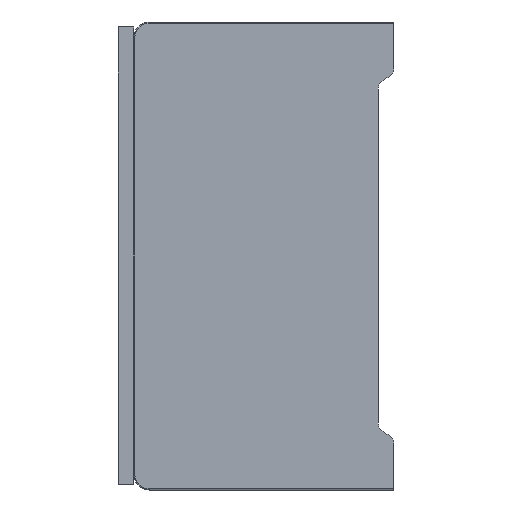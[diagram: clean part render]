
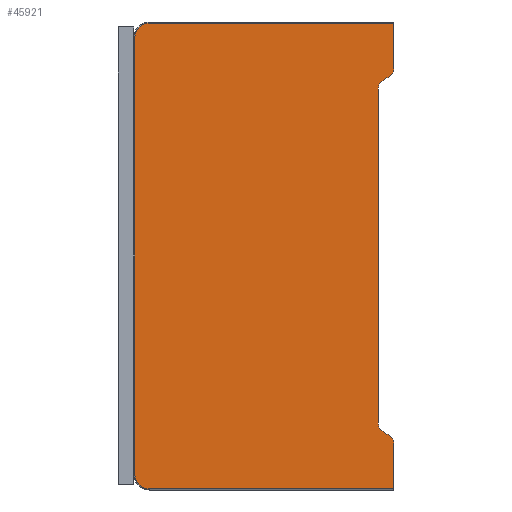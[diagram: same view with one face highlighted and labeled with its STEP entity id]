
A CAD part, left-side view. The second image highlights one B-rep face of the part: STEP entity #45921.
In plain terms, the highlighted planar face has unit normal (-1, 0, 0).
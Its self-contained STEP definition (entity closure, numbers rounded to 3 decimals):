
#9222=DIRECTION('',(0.,1.,0.));
#9223=VECTOR('',#9222,47.);
#9224=CARTESIAN_POINT('',(0.,0.,-0.2));
#9225=LINE('',#9224,#9223);
#9230=DIRECTION('',(0.,0.,1.));
#9231=VECTOR('',#9230,8.8);
#9232=CARTESIAN_POINT('',(0.,0.,-9.));
#9233=LINE('',#9232,#9231);
#9365=DIRECTION('',(0.,0.,-1.));
#9366=VECTOR('',#9365,84.);
#9367=CARTESIAN_POINT('',(0.,49.8,
-3.));
#9368=LINE('',#9367,#9366);
#9369=CARTESIAN_POINT('',(0.,1.732,-9.));
#9370=DIRECTION('',(1.,0.,0.));
#9371=DIRECTION('',(0.,-1.,0.));
#9372=AXIS2_PLACEMENT_3D('',#9369,#9370,#9371);
#9374=DIRECTION('',(0.,0.866,-0.5));
#9375=VECTOR('',#9374,1.309);
#9376=CARTESIAN_POINT('',(0.,0.866,-10.5));
#9377=LINE('',#9376,#9375);
#9378=CARTESIAN_POINT('',(0.,1.,-12.887));
#9379=DIRECTION('',(-1.,0.,0.));
#9380=DIRECTION('',(0.,0.5,0.866));
#9381=AXIS2_PLACEMENT_3D('',#9378,#9379,#9380);
#9383=CARTESIAN_POINT('',(0.,1.,-77.113));
#9384=DIRECTION('',(-1.,0.,0.));
#9385=DIRECTION('',(0.,1.,0.));
#9386=AXIS2_PLACEMENT_3D('',#9383,#9384,#9385);
#9388=DIRECTION('',(0.,-0.866,-0.5));
#9389=VECTOR('',#9388,1.309);
#9390=CARTESIAN_POINT('',(0.,2.,
-78.845));
#9391=LINE('',#9390,#9389);
#9392=CARTESIAN_POINT('',(0.,1.732,-81.));
#9393=DIRECTION('',(1.,0.,0.));
#9394=DIRECTION('',(0.,-0.5,0.866));
#9395=AXIS2_PLACEMENT_3D('',#9392,#9393,#9394);
#9397=CARTESIAN_POINT('',(0.,47.,-87.));
#9398=DIRECTION('',(1.,0.,0.));
#9399=DIRECTION('',(0.,0.,-1.));
#9400=AXIS2_PLACEMENT_3D('',#9397,#9398,#9399);
#9402=CARTESIAN_POINT('',(0.,47.,-3.));
#9403=DIRECTION('',(1.,0.,0.));
#9404=DIRECTION('',(0.,1.,0.));
#9405=AXIS2_PLACEMENT_3D('',#9402,#9403,#9404);
#9419=DIRECTION('',(0.,0.,1.));
#9420=VECTOR('',#9419,64.226);
#9421=CARTESIAN_POINT('',(0.,3.,-77.113));
#9422=LINE('',#9421,#9420);
#9473=DIRECTION('',(0.,0.,1.));
#9474=VECTOR('',#9473,8.8);
#9475=CARTESIAN_POINT('',(0.,0.,-89.8));
#9476=LINE('',#9475,#9474);
#17125=DIRECTION('',(0.,-1.,0.));
#17126=VECTOR('',#17125,47.);
#17127=CARTESIAN_POINT('',(0.,47.,
-89.8));
#17128=LINE('',#17127,#17126);
#28908=CARTESIAN_POINT('',(0.,49.8,-87.));
#28909=VERTEX_POINT('',#28908);
#28910=CARTESIAN_POINT('',(0.,47.,
-89.8));
#28911=VERTEX_POINT('',#28910);
#28912=CARTESIAN_POINT('',(0.,49.8,-3.));
#28913=VERTEX_POINT('',#28912);
#28914=CARTESIAN_POINT('',(0.,47.,-0.2));
#28915=VERTEX_POINT('',#28914);
#28916=CARTESIAN_POINT('',(0.,0.,-0.2));
#28918=VERTEX_POINT('',#28916);
#28920=CARTESIAN_POINT('',(0.,0.,-9.));
#28922=VERTEX_POINT('',#28920);
#28930=CARTESIAN_POINT('',(0.,0.866,-10.5));
#28931=VERTEX_POINT('',#28930);
#30449=CARTESIAN_POINT('',(0.,3.,-12.887));
#30450=VERTEX_POINT('',#30449);
#30451=CARTESIAN_POINT('',(0.,3.,-77.113));
#30452=VERTEX_POINT('',#30451);
#30457=CARTESIAN_POINT('',(0.,2.,
-11.155));
#30458=VERTEX_POINT('',#30457);
#30459=CARTESIAN_POINT('',(0.,2.,
-78.845));
#30460=VERTEX_POINT('',#30459);
#30461=CARTESIAN_POINT('',(0.,0.866,-79.5));
#30462=VERTEX_POINT('',#30461);
#30463=CARTESIAN_POINT('',(0.,0.,-81.));
#30464=VERTEX_POINT('',#30463);
#30465=CARTESIAN_POINT('',(0.,0.,-89.8));
#30466=VERTEX_POINT('',#30465);
#45891=CARTESIAN_POINT('',(0.,24.9,-45.));
#45892=DIRECTION('',(1.,0.,0.));
#45893=DIRECTION('',(0.,0.,1.));
#45894=AXIS2_PLACEMENT_3D('',#45891,#45892,#45893);
#45895=PLANE('',#45894);
#45896=ORIENTED_EDGE('',*,*,#45687,.F.);
#45897=ORIENTED_EDGE('',*,*,#45701,.F.);
#45898=ORIENTED_EDGE('',*,*,#45722,.T.);
#45900=ORIENTED_EDGE('',*,*,#45899,.T.);
#45902=ORIENTED_EDGE('',*,*,#45901,.T.);
#45904=ORIENTED_EDGE('',*,*,#45903,.F.);
#45906=ORIENTED_EDGE('',*,*,#45905,.T.);
#45908=ORIENTED_EDGE('',*,*,#45907,.T.);
#45910=ORIENTED_EDGE('',*,*,#45909,.T.);
#45912=ORIENTED_EDGE('',*,*,#45911,.F.);
#45914=ORIENTED_EDGE('',*,*,#45913,.F.);
#45916=ORIENTED_EDGE('',*,*,#45915,.T.);
#45917=ORIENTED_EDGE('',*,*,#45884,.F.);
#45918=ORIENTED_EDGE('',*,*,#45673,.T.);
#45919=EDGE_LOOP('',(#45896,#45897,#45898,#45900,#45902,#45904,#45906,#45908,
#45910,#45912,#45914,#45916,#45917,#45918));
#45920=FACE_OUTER_BOUND('',#45919,.F.);
#9373=CIRCLE('',#9372,1.732);
#9382=CIRCLE('',#9381,2.);
#9387=CIRCLE('',#9386,2.);
#9396=CIRCLE('',#9395,1.732);
#9401=CIRCLE('',#9400,2.8);
#9406=CIRCLE('',#9405,2.8);
#45673=EDGE_CURVE('',#28913,#28915,#9406,.T.);
#45687=EDGE_CURVE('',#28918,#28915,#9225,.T.);
#45701=EDGE_CURVE('',#28922,#28918,#9233,.T.);
#45722=EDGE_CURVE('',#28922,#28931,#9373,.T.);
#45884=EDGE_CURVE('',#28913,#28909,#9368,.T.);
#45899=EDGE_CURVE('',#28931,#30458,#9377,.T.);
#45901=EDGE_CURVE('',#30458,#30450,#9382,.T.);
#45903=EDGE_CURVE('',#30452,#30450,#9422,.T.);
#45905=EDGE_CURVE('',#30452,#30460,#9387,.T.);
#45907=EDGE_CURVE('',#30460,#30462,#9391,.T.);
#45909=EDGE_CURVE('',#30462,#30464,#9396,.T.);
#45911=EDGE_CURVE('',#30466,#30464,#9476,.T.);
#45913=EDGE_CURVE('',#28911,#30466,#17128,.T.);
#45915=EDGE_CURVE('',#28911,#28909,#9401,.T.);
#45921=ADVANCED_FACE('',(#45920),#45895,.F.);
